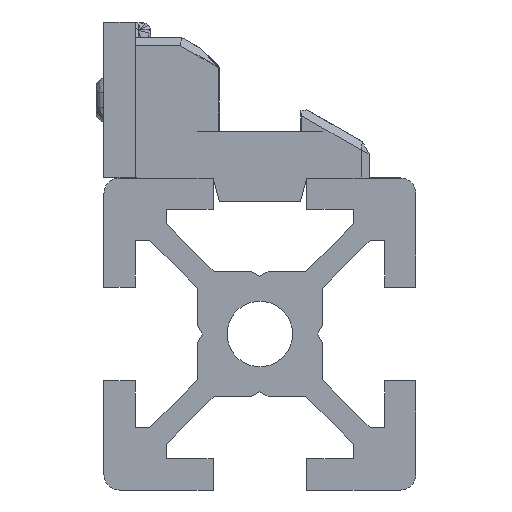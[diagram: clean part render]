
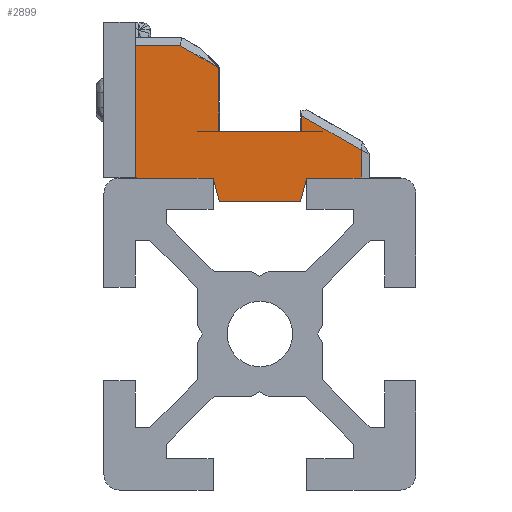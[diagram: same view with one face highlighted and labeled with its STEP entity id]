
A CAD part, left-side view. The second image highlights one B-rep face of the part: STEP entity #2899.
In plain terms, the highlighted planar face has unit normal (-1, 0, 0).
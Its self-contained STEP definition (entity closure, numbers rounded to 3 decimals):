
#98=PLANE('',#3109);
#218=LINE('',#4207,#538);
#222=LINE('',#4216,#542);
#228=LINE('',#4227,#548);
#231=LINE('',#4233,#551);
#232=LINE('',#4236,#552);
#239=LINE('',#4252,#559);
#241=LINE('',#4258,#561);
#242=LINE('',#4260,#562);
#243=LINE('',#4262,#563);
#244=LINE('',#4264,#564);
#245=LINE('',#4266,#565);
#246=LINE('',#4268,#566);
#247=LINE('',#4269,#567);
#538=VECTOR('',#3384,10.);
#542=VECTOR('',#3390,10.);
#548=VECTOR('',#3398,10.);
#551=VECTOR('',#3403,10.);
#552=VECTOR('',#3406,10.);
#559=VECTOR('',#3419,10.);
#561=VECTOR('',#3425,10.);
#562=VECTOR('',#3426,10.);
#563=VECTOR('',#3427,10.);
#564=VECTOR('',#3428,10.);
#565=VECTOR('',#3429,10.);
#566=VECTOR('',#3430,10.);
#567=VECTOR('',#3431,10.);
#888=FACE_OUTER_BOUND('',#1055,.T.);
#1055=EDGE_LOOP('',(#2101,#2102,#2103,#2104,#2105,#2106,#2107,#2108,#2109,
#2110,#2111,#2112,#2113));
#1320=VERTEX_POINT('',#4204);
#1321=VERTEX_POINT('',#4206);
#1324=VERTEX_POINT('',#4213);
#1325=VERTEX_POINT('',#4215);
#1329=VERTEX_POINT('',#4225);
#1331=VERTEX_POINT('',#4231);
#1332=VERTEX_POINT('',#4235);
#1340=VERTEX_POINT('',#4257);
#1341=VERTEX_POINT('',#4259);
#1342=VERTEX_POINT('',#4261);
#1343=VERTEX_POINT('',#4263);
#1344=VERTEX_POINT('',#4265);
#1345=VERTEX_POINT('',#4267);
#1609=EDGE_CURVE('',#1321,#1320,#218,.T.);
#1613=EDGE_CURVE('',#1325,#1324,#222,.T.);
#1619=EDGE_CURVE('',#1320,#1329,#228,.T.);
#1622=EDGE_CURVE('',#1324,#1331,#231,.T.);
#1623=EDGE_CURVE('',#1332,#1325,#232,.T.);
#1632=EDGE_CURVE('',#1321,#1331,#239,.T.);
#1635=EDGE_CURVE('',#1340,#1329,#241,.T.);
#1636=EDGE_CURVE('',#1341,#1340,#242,.T.);
#1637=EDGE_CURVE('',#1342,#1341,#243,.T.);
#1638=EDGE_CURVE('',#1342,#1343,#244,.T.);
#1639=EDGE_CURVE('',#1344,#1343,#245,.T.);
#1640=EDGE_CURVE('',#1345,#1344,#246,.T.);
#1641=EDGE_CURVE('',#1332,#1345,#247,.T.);
#2101=ORIENTED_EDGE('',*,*,#1609,.T.);
#2102=ORIENTED_EDGE('',*,*,#1619,.T.);
#2103=ORIENTED_EDGE('',*,*,#1635,.F.);
#2104=ORIENTED_EDGE('',*,*,#1636,.F.);
#2105=ORIENTED_EDGE('',*,*,#1637,.F.);
#2106=ORIENTED_EDGE('',*,*,#1638,.T.);
#2107=ORIENTED_EDGE('',*,*,#1639,.F.);
#2108=ORIENTED_EDGE('',*,*,#1640,.F.);
#2109=ORIENTED_EDGE('',*,*,#1641,.F.);
#2110=ORIENTED_EDGE('',*,*,#1623,.T.);
#2111=ORIENTED_EDGE('',*,*,#1613,.T.);
#2112=ORIENTED_EDGE('',*,*,#1622,.T.);
#2113=ORIENTED_EDGE('',*,*,#1632,.F.);
#2899=ADVANCED_FACE('',(#888),#98,.T.);
#3109=AXIS2_PLACEMENT_3D('',#4256,#3423,#3424);
#3384=DIRECTION('',(0.,-0.259,0.966));
#3390=DIRECTION('',(0.,-1.,0.));
#3398=DIRECTION('',(0.,-1.,0.));
#3403=DIRECTION('',(0.,-0.259,-0.966));
#3406=DIRECTION('',(0.,0.,-1.));
#3419=DIRECTION('',(0.,1.,0.));
#3423=DIRECTION('center_axis',(-1.,0.,0.));
#3424=DIRECTION('ref_axis',(0.,0.,
-1.));
#3425=DIRECTION('',(0.,0.,-1.));
#3426=DIRECTION('',(0.,-0.866,-0.5));
#3427=DIRECTION('',(0.,0.,1.));
#3428=DIRECTION('',(0.,1.,0.));
#3429=DIRECTION('',(0.,0.,-1.));
#3430=DIRECTION('',(0.,-0.866,-0.5));
#3431=DIRECTION('',(0.,-1.,0.));
#4204=CARTESIAN_POINT('',(-90.,7.,-190.));
#4206=CARTESIAN_POINT('',(-90.,7.402,-191.5));
#4207=CARTESIAN_POINT('',(-90.,6.243,-187.176));
#4213=CARTESIAN_POINT('',(-90.,13.,-190.));
#4215=CARTESIAN_POINT('',(-90.,18.,-190.));
#4216=CARTESIAN_POINT('',(-90.,15.5,-190.));
#4225=CARTESIAN_POINT('',(-90.,3.5,-190.));
#4227=CARTESIAN_POINT('',(-90.,9.5,-190.));
#4231=CARTESIAN_POINT('',(-90.,12.598,-191.5));
#4233=CARTESIAN_POINT('',(-90.,14.034,-186.142));
#4235=CARTESIAN_POINT('',(-90.,18.,-181.5));
#4236=CARTESIAN_POINT('',(-90.,18.,-181.));
#4252=CARTESIAN_POINT('',(-90.,18.,-191.5));
#4256=CARTESIAN_POINT('Origin',(-90.,18.,-181.));
#4257=CARTESIAN_POINT('',(-90.,3.5,-188.217));
#4258=CARTESIAN_POINT('',(-90.,3.5,-185.5));
#4259=CARTESIAN_POINT('',(-90.,7.321,-186.011));
#4260=CARTESIAN_POINT('',(-90.,14.426,-181.908));
#4261=CARTESIAN_POINT('',(-90.,7.321,-187.));
#4262=CARTESIAN_POINT('',(-90.,7.321,-187.));
#4263=CARTESIAN_POINT('',(-90.,12.679,-187.));
#4264=CARTESIAN_POINT('',(-90.,14.,-187.));
#4265=CARTESIAN_POINT('',(-90.,12.679,-182.917));
#4266=CARTESIAN_POINT('',(-90.,12.679,-187.));
#4267=CARTESIAN_POINT('',(-90.,15.134,-181.5));
#4268=CARTESIAN_POINT('',(-90.,14.426,-181.908));
#4269=CARTESIAN_POINT('',(-90.,18.,-181.5));
